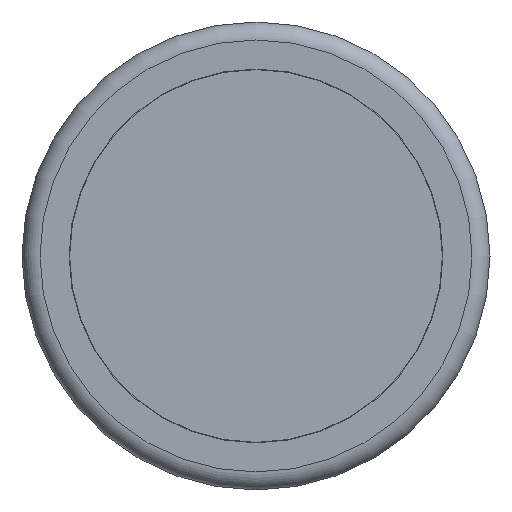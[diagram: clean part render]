
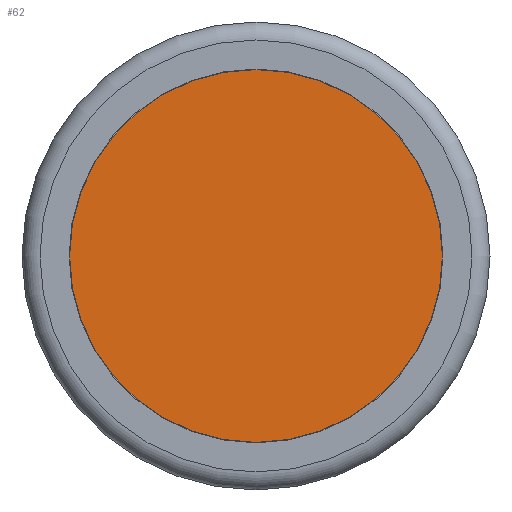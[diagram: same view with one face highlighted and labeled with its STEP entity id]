
A CAD part, top view. The second image highlights one B-rep face of the part: STEP entity #62.
In plain terms, the highlighted planar face has unit normal (0, 0, 1).
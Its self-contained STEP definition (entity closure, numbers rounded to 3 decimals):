
#62 = ADVANCED_FACE( '', ( #132 ), #133, .F. );
#132 = FACE_OUTER_BOUND( '', #201, .T. );
#133 = PLANE( '', #202 );
#201 = EDGE_LOOP( '', ( #286 ) );
#202 = AXIS2_PLACEMENT_3D( '', #287, #288, #289 );
#286 = ORIENTED_EDGE( '', *, *, #321, .T. );
#287 = CARTESIAN_POINT( '', ( 10.85, 0., 0. ) );
#288 = DIRECTION( '', ( 0., 0., -1. ) );
#289 = DIRECTION( '', ( 1., 0., 0. ) );
#321 = EDGE_CURVE( '', #357, #357, #358, .F. );
#357 = VERTEX_POINT( '', #401 );
#358 = CIRCLE( '', #402, 10.35 );
#401 = CARTESIAN_POINT( '', ( 10.35, 0., 0. ) );
#402 = AXIS2_PLACEMENT_3D( '', #447, #448, #449 );
#447 = CARTESIAN_POINT( '', ( 0., 0., 0. ) );
#448 = DIRECTION( '', ( 0., 0., -1. ) );
#449 = DIRECTION( '', ( 1., 0., 0. ) );
